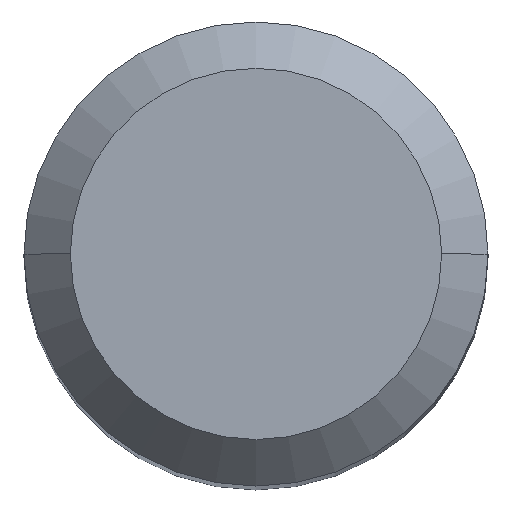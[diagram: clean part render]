
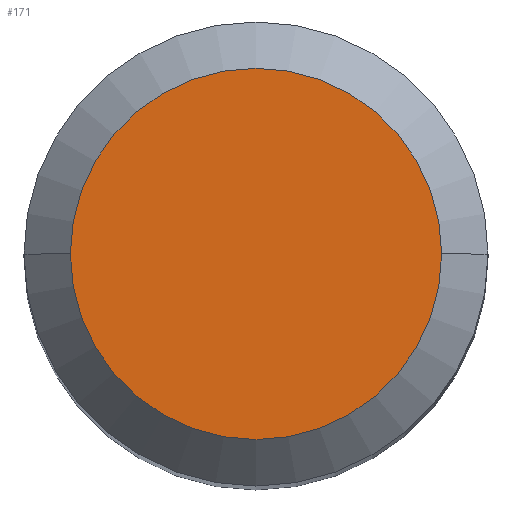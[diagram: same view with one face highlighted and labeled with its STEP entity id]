
A CAD part, top view. The second image highlights one B-rep face of the part: STEP entity #171.
In plain terms, the highlighted planar face has unit normal (0, 0, 1).
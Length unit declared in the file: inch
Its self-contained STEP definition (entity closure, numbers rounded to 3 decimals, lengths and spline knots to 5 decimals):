
#1 = VERTEX_POINT ( 'NONE', #514 ) ;
#9 = FACE_OUTER_BOUND ( 'NONE', #294, .T. ) ;
#19 = CIRCLE ( 'NONE', #119, 0.09448 ) ;
#119 = AXIS2_PLACEMENT_3D ( 'NONE', #124, #203, #442 ) ;
#120 = DIRECTION ( 'NONE',  ( 1., 0., 0. ) ) ;
#124 = CARTESIAN_POINT ( 'NONE',  ( 0., 0., 0. ) ) ;
#126 = CARTESIAN_POINT ( 'NONE',  ( 0., 0., 0. ) ) ;
#171 = ADVANCED_FACE ( 'NONE', ( #9 ), #486, .F. ) ;
#203 = DIRECTION ( 'NONE',  ( 0., 0., 1. ) ) ;
#206 = DIRECTION ( 'NONE',  ( -1., 0., 0. ) ) ;
#209 = CIRCLE ( 'NONE', #480, 0.09448 ) ;
#237 = ORIENTED_EDGE ( 'NONE', *, *, #481, .T. ) ;
#290 = VERTEX_POINT ( 'NONE', #369 ) ;
#294 = EDGE_LOOP ( 'NONE', ( #376, #237 ) ) ;
#321 = AXIS2_PLACEMENT_3D ( 'NONE', #126, #447, #206 ) ;
#356 = DIRECTION ( 'NONE',  ( 0., 0., 1. ) ) ;
#369 = CARTESIAN_POINT ( 'NONE',  ( 0.09448, 0., 0. ) ) ;
#376 = ORIENTED_EDGE ( 'NONE', *, *, #450, .T. ) ;
#397 = CARTESIAN_POINT ( 'NONE',  ( 0., 0., 0. ) ) ;
#442 = DIRECTION ( 'NONE',  ( 1., 0., 0. ) ) ;
#447 = DIRECTION ( 'NONE',  ( 0., 0., -1. ) ) ;
#450 = EDGE_CURVE ( 'NONE', #1, #290, #19, .T. ) ;
#480 = AXIS2_PLACEMENT_3D ( 'NONE', #397, #356, #120 ) ;
#481 = EDGE_CURVE ( 'NONE', #290, #1, #209, .T. ) ;
#486 = PLANE ( 'NONE',  #321 ) ;
#514 = CARTESIAN_POINT ( 'NONE',  ( -0.09448, 0., 0. ) ) ;
